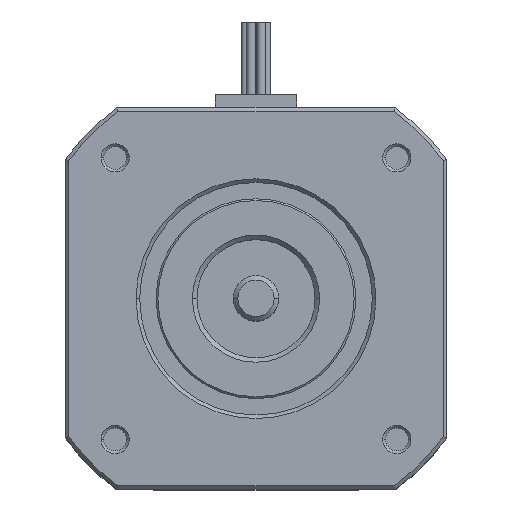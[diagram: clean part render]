
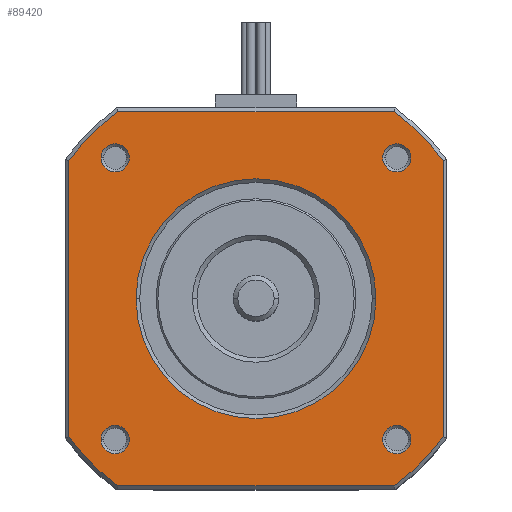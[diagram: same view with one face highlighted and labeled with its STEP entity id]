
A CAD part, top view. The second image highlights one B-rep face of the part: STEP entity #89420.
In plain terms, the highlighted planar face has unit normal (0, 0, 1).
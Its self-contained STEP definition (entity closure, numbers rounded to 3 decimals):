
#73300=CARTESIAN_POINT('',(-15.199,-20.6,0.));
#73310=VERTEX_POINT('',#73300);
#73340=CARTESIAN_POINT('',(0.,-20.6,0.));
#73350=DIRECTION('',(-1.,0.,0.));
#73360=VECTOR('',#73350,1.);
#73370=LINE('',#73340,#73360);
#73380=CARTESIAN_POINT('',(15.199,-20.6,0.));
#73390=VERTEX_POINT('',#73380);
#73400=EDGE_CURVE('',#73390,#73310,#73370,.T.);
#73760=CARTESIAN_POINT('',(0.,0.,0.
));
#73770=DIRECTION('',(-0.,-0.,1.));
#73780=DIRECTION('',(-1.,0.,-0.));
#73790=AXIS2_PLACEMENT_3D('',#73760,#73770,#73780);
#73800=CIRCLE('',#73790,25.6);
#73810=CARTESIAN_POINT('',(20.6,-15.199,0.));
#73820=VERTEX_POINT('',#73810);
#73830=EDGE_CURVE('',#73390,#73820,#73800,.T.);
#74190=CARTESIAN_POINT('',(20.6,0.,-0.));
#74200=DIRECTION('',(0.,-1.,0.));
#74210=VECTOR('',#74200,1.);
#74220=LINE('',#74190,#74210);
#74230=CARTESIAN_POINT('',(20.6,15.199,0.));
#74240=VERTEX_POINT('',#74230);
#74250=EDGE_CURVE('',#74240,#73820,#74220,.T.);
#78870=CARTESIAN_POINT('',(-20.6,15.199,0.));
#78880=VERTEX_POINT('',#78870);
#78910=CARTESIAN_POINT('',(-20.6,0.,0.));
#78920=DIRECTION('',(0.,1.,-0.));
#78930=VECTOR('',#78920,1.);
#78940=LINE('',#78910,#78930);
#78950=CARTESIAN_POINT('',(-20.6,-15.199,
0.));
#78960=VERTEX_POINT('',#78950);
#78970=EDGE_CURVE('',#78960,#78880,#78940,.T.);
#79280=CARTESIAN_POINT('',(0.,0.,0.)
);
#79290=DIRECTION('',(-0.,-0.,1.));
#79300=DIRECTION('',(-1.,0.,-0.));
#79310=AXIS2_PLACEMENT_3D('',#79280,#79290,#79300);
#79320=CIRCLE('',#79310,25.6);
#79330=EDGE_CURVE('',#78960,#73310,#79320,.T.);
#84780=CARTESIAN_POINT('',(0.,0.,
0.));
#84790=DIRECTION('',(-0.,-0.,1.));
#84800=DIRECTION('',(-1.,0.,-0.));
#84810=AXIS2_PLACEMENT_3D('',#84780,#84790,#84800);
#84820=CIRCLE('',#84810,25.6);
#84830=CARTESIAN_POINT('',(15.199,20.6,0.));
#84840=VERTEX_POINT('',#84830);
#84850=EDGE_CURVE('',#74240,#84840,#84820,.T.);
#85210=CARTESIAN_POINT('',(0.,20.6,0.));
#85220=DIRECTION('',(1.,0.,-0.));
#85230=VECTOR('',#85220,1.);
#85240=LINE('',#85210,#85230);
#85250=CARTESIAN_POINT('',(-15.199,20.6,
0.));
#85260=VERTEX_POINT('',#85250);
#85270=EDGE_CURVE('',#85260,#84840,#85240,.T.);
#88460=CARTESIAN_POINT('',(-20.6,-20.6,0.));
#88470=DIRECTION('',(0.,0.,1.));
#88480=DIRECTION('',(1.,0.,-0.));
#88490=AXIS2_PLACEMENT_3D('',#88460,#88470,#88480);
#88500=PLANE('',#88490);
#88510=ORIENTED_EDGE('',*,*,#79330,.T.);
#88520=ORIENTED_EDGE('',*,*,#78970,.F.);
#88530=CARTESIAN_POINT('',(0.,0.,0.
));
#88540=DIRECTION('',(-0.,-0.,1.));
#88550=DIRECTION('',(-1.,0.,-0.));
#88560=AXIS2_PLACEMENT_3D('',#88530,#88540,#88550);
#88570=CIRCLE('',#88560,25.6);
#88580=EDGE_CURVE('',#85260,#78880,#88570,.T.);
#88590=ORIENTED_EDGE('',*,*,#88580,.T.);
#88600=ORIENTED_EDGE('',*,*,#85270,.F.);
#88610=ORIENTED_EDGE('',*,*,#84850,.T.);
#88620=ORIENTED_EDGE('',*,*,#74250,.F.);
#88630=ORIENTED_EDGE('',*,*,#73830,.T.);
#88640=ORIENTED_EDGE('',*,*,#73400,.F.);
#88650=EDGE_LOOP('',(#88640,#88630,#88620,#88610,#88600,#88590,#88520,
#88510));
#88660=FACE_OUTER_BOUND('',#88650,.T.);
#88670=CARTESIAN_POINT('',(-15.5,-15.5,0.));
#88680=DIRECTION('',(-0.,-0.,-1.));
#88690=DIRECTION('',(1.,0.,0.));
#88700=AXIS2_PLACEMENT_3D('',#88670,#88680,#88690);
#88710=CIRCLE('',#88700,1.55);
#88720=CARTESIAN_POINT('',(-17.05,-15.5,0.));
#88730=VERTEX_POINT('',#88720);
#88740=CARTESIAN_POINT('',(-13.95,-15.5,0.));
#88750=VERTEX_POINT('',#88740);
#88760=EDGE_CURVE('',#88730,#88750,#88710,.T.);
#88770=ORIENTED_EDGE('',*,*,#88760,.T.);
#88780=EDGE_CURVE('',#88750,#88730,#88710,.T.);
#88790=ORIENTED_EDGE('',*,*,#88780,.T.);
#88800=EDGE_LOOP('',(#88790,#88770));
#88810=FACE_BOUND('',#88800,.T.);
#88820=CARTESIAN_POINT('',(15.5,-15.5,0.));
#88830=DIRECTION('',(-0.,-0.,-1.));
#88840=DIRECTION('',(1.,0.,0.));
#88850=AXIS2_PLACEMENT_3D('',#88820,#88830,#88840);
#88860=CIRCLE('',#88850,1.55);
#88870=CARTESIAN_POINT('',(13.95,-15.5,0.));
#88880=VERTEX_POINT('',#88870);
#88890=CARTESIAN_POINT('',(17.05,-15.5,0.));
#88900=VERTEX_POINT('',#88890);
#88910=EDGE_CURVE('',#88880,#88900,#88860,.T.);
#88920=ORIENTED_EDGE('',*,*,#88910,.T.);
#88930=EDGE_CURVE('',#88900,#88880,#88860,.T.);
#88940=ORIENTED_EDGE('',*,*,#88930,.T.);
#88950=EDGE_LOOP('',(#88940,#88920));
#88960=FACE_BOUND('',#88950,.T.);
#88970=CARTESIAN_POINT('',(15.5,15.5,0.));
#88980=DIRECTION('',(-0.,-0.,-1.));
#88990=DIRECTION('',(1.,0.,0.));
#89000=AXIS2_PLACEMENT_3D('',#88970,#88980,#88990);
#89010=CIRCLE('',#89000,1.55);
#89020=CARTESIAN_POINT('',(13.95,15.5,0.));
#89030=VERTEX_POINT('',#89020);
#89040=CARTESIAN_POINT('',(17.05,15.5,0.));
#89050=VERTEX_POINT('',#89040);
#89060=EDGE_CURVE('',#89030,#89050,#89010,.T.);
#89070=ORIENTED_EDGE('',*,*,#89060,.T.);
#89080=EDGE_CURVE('',#89050,#89030,#89010,.T.);
#89090=ORIENTED_EDGE('',*,*,#89080,.T.);
#89100=EDGE_LOOP('',(#89090,#89070));
#89110=FACE_BOUND('',#89100,.T.);
#89120=CARTESIAN_POINT('',(-15.5,15.5,0.));
#89130=DIRECTION('',(-0.,-0.,-1.));
#89140=DIRECTION('',(1.,0.,0.));
#89150=AXIS2_PLACEMENT_3D('',#89120,#89130,#89140);
#89160=CIRCLE('',#89150,1.55);
#89170=CARTESIAN_POINT('',(-13.95,15.5,0.));
#89180=VERTEX_POINT('',#89170);
#89190=CARTESIAN_POINT('',(-17.05,15.5,0.));
#89200=VERTEX_POINT('',#89190);
#89210=EDGE_CURVE('',#89180,#89200,#89160,.T.);
#89220=ORIENTED_EDGE('',*,*,#89210,.T.);
#89230=EDGE_CURVE('',#89200,#89180,#89160,.T.);
#89240=ORIENTED_EDGE('',*,*,#89230,.T.);
#89250=EDGE_LOOP('',(#89240,#89220));
#89260=FACE_BOUND('',#89250,.T.);
#89270=CARTESIAN_POINT('',(0.,0.,
0.));
#89280=DIRECTION('',(-0.,-0.,-1.));
#89290=DIRECTION('',(1.,0.,0.));
#89300=AXIS2_PLACEMENT_3D('',#89270,#89280,#89290);
#89310=CIRCLE('',#89300,13.2);
#89320=CARTESIAN_POINT('',(-13.2,0.,
0.));
#89330=VERTEX_POINT('',#89320);
#89340=CARTESIAN_POINT('',(13.2,0.,
0.));
#89350=VERTEX_POINT('',#89340);
#89360=EDGE_CURVE('',#89330,#89350,#89310,.T.);
#89370=ORIENTED_EDGE('',*,*,#89360,.T.);
#89380=EDGE_CURVE('',#89350,#89330,#89310,.T.);
#89390=ORIENTED_EDGE('',*,*,#89380,.T.);
#89400=EDGE_LOOP('',(#89390,#89370));
#89410=FACE_BOUND('',#89400,.T.);
#89420=ADVANCED_FACE('',(#88660,#88810,#88960,#89110,#89260,#89410),
#88500,.T.);
